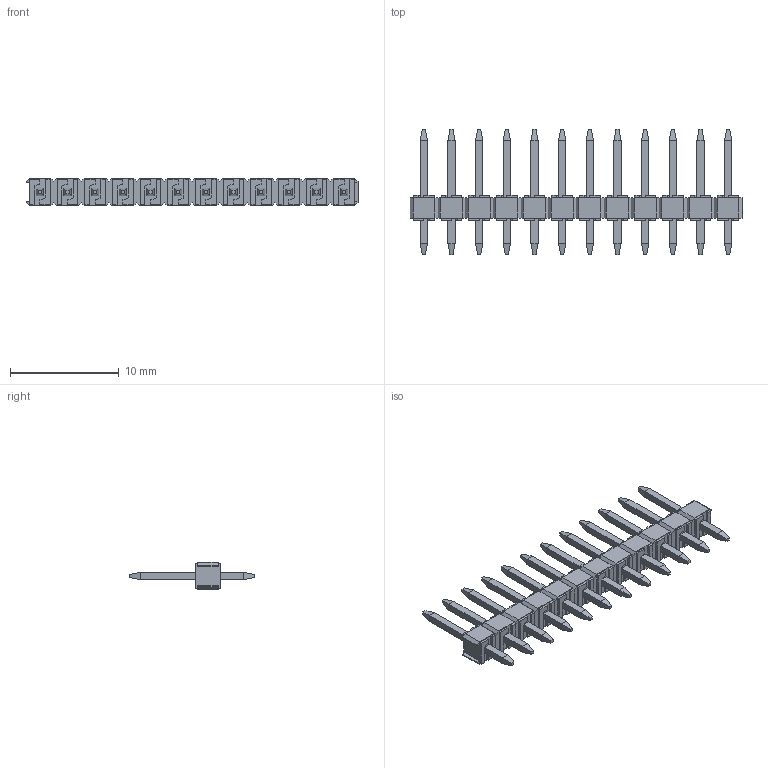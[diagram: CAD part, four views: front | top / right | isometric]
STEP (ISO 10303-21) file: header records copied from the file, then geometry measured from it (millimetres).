
FILE_DESCRIPTION((''),'2;1');
FILE_NAME('022284120','2015-04-13T',('me'),(''),'PRO/ENGINEER BY PARAMETRIC TECHNOLOGY CORPORATION, 2011490','PRO/ENGINEER BY PARAMETRIC TECHNOLOGY CORPORATION, 2011490','');
FILE_SCHEMA(('CONFIG_CONTROL_DESIGN'));
Length unit declared in the file: inch
Products named in the file (1): 022284120
Bounding box: 30.48 x 11.56 x 2.49 mm (x, y, z)
Volume: 195.8 mm3; surface area: 623 mm2
Topology: 1 solids, 1 shells, 636 faces, 1622 edges, 1056 vertices
Faces by surface type: plane 588, cylinder 48
Entity records: 18807 total; most frequent: CARTESIAN_POINT 3291, ORIENTED_EDGE 3196, DIRECTION 3016, EDGE_CURVE 1598, VECTOR 1502, LINE 1502, VERTEX_POINT 1032, AXIS2_PLACEMENT_3D 757
